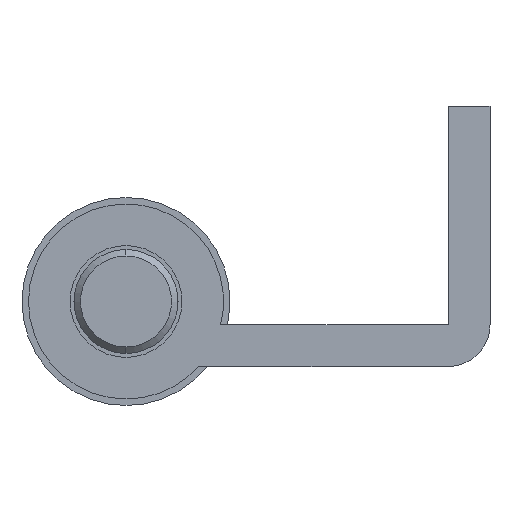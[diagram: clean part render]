
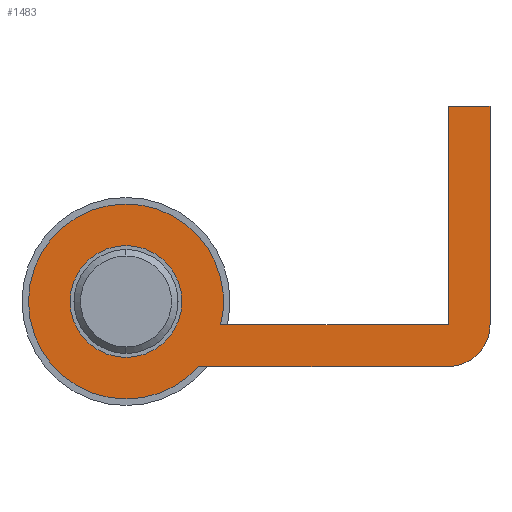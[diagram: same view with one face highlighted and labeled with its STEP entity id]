
A CAD part, front view. The second image highlights one B-rep face of the part: STEP entity #1483.
In plain terms, the highlighted planar face has unit normal (0, -1, 0).
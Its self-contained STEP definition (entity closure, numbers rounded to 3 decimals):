
#546 = CARTESIAN_POINT ( 'NONE',  ( 0., -50., 4.3 ) ) ;
#547 = CARTESIAN_POINT ( 'NONE',  ( 0., -50., -4.3 ) ) ;
#548 = DIRECTION ( 'NONE',  ( 0., 0., 1. ) ) ;
#549 = DIRECTION ( 'NONE',  ( 0., 1., 0. ) ) ;
#550 = CARTESIAN_POINT ( 'NONE',  ( 0., -50., 0. ) ) ;
#551 = AXIS2_PLACEMENT_3D ( 'NONE', #550, #549, #548 ) ;
#552 = CIRCLE ( 'NONE', #551, 4.3 ) ;
#580 = DIRECTION ( 'NONE',  ( 0., 0., 1. ) ) ;
#581 = DIRECTION ( 'NONE',  ( 0., 1., 0. ) ) ;
#582 = CARTESIAN_POINT ( 'NONE',  ( 0., -50., 0. ) ) ;
#583 = AXIS2_PLACEMENT_3D ( 'NONE', #582, #581, #580 ) ;
#584 = CIRCLE ( 'NONE', #583, 7.5 ) ;
#585 = CARTESIAN_POINT ( 'NONE',  ( 0., -50., 7.5 ) ) ;
#587 = CARTESIAN_POINT ( 'NONE',  ( 7.281, -50., -1.8 ) ) ;
#604 = DIRECTION ( 'NONE',  ( 0., 0., -1. ) ) ;
#605 = DIRECTION ( 'NONE',  ( 0., -1., 0. ) ) ;
#606 = CARTESIAN_POINT ( 'NONE',  ( 24.8, -50., -1.8 ) ) ;
#607 = AXIS2_PLACEMENT_3D ( 'NONE', #606, #605, #604 ) ;
#608 = PLANE ( 'NONE',  #607 ) ;
#609 = FACE_BOUND ( 'NONE', #1610, .T. ) ;
#614 = FACE_OUTER_BOUND ( 'NONE', #1482, .T. ) ;
#667 = DIRECTION ( 'NONE',  ( 1., 0., 0. ) ) ;
#668 = VECTOR ( 'NONE', #667, 1000. ) ;
#669 = CARTESIAN_POINT ( 'NONE',  ( 7.281, -50., -1.8 ) ) ;
#670 = LINE ( 'NONE', #669, #668 ) ;
#681 = DIRECTION ( 'NONE',  ( 0., 0., 1. ) ) ;
#682 = DIRECTION ( 'NONE',  ( 0., 1., 0. ) ) ;
#683 = CARTESIAN_POINT ( 'NONE',  ( 0., -50., 0. ) ) ;
#684 = AXIS2_PLACEMENT_3D ( 'NONE', #683, #682, #681 ) ;
#685 = CIRCLE ( 'NONE', #684, 7.5 ) ;
#686 = CARTESIAN_POINT ( 'NONE',  ( 24.8, -50., -5. ) ) ;
#687 = DIRECTION ( 'NONE',  ( -1., 0., 0. ) ) ;
#688 = VECTOR ( 'NONE', #687, 1000. ) ;
#689 = CARTESIAN_POINT ( 'NONE',  ( 5.59, -50., -5. ) ) ;
#690 = LINE ( 'NONE', #689, #688 ) ;
#691 = DIRECTION ( 'NONE',  ( 0., 0., -1. ) ) ;
#692 = DIRECTION ( 'NONE',  ( 0., 1., 0. ) ) ;
#693 = CARTESIAN_POINT ( 'NONE',  ( 24.8, -50., -1.8 ) ) ;
#694 = AXIS2_PLACEMENT_3D ( 'NONE', #693, #692, #691 ) ;
#695 = CIRCLE ( 'NONE', #694, 3.2 ) ;
#696 = CARTESIAN_POINT ( 'NONE',  ( 5.59, -50., -5. ) ) ;
#697 = CARTESIAN_POINT ( 'NONE',  ( 28., -50., -1.8 ) ) ;
#698 = DIRECTION ( 'NONE',  ( 1., 0., 0. ) ) ;
#699 = VECTOR ( 'NONE', #698, 1000. ) ;
#700 = CARTESIAN_POINT ( 'NONE',  ( 24.8, -50., 15. ) ) ;
#701 = LINE ( 'NONE', #700, #699 ) ;
#702 = CARTESIAN_POINT ( 'NONE',  ( 24.8, -50., 15. ) ) ;
#709 = DIRECTION ( 'NONE',  ( 0., 0., 1. ) ) ;
#710 = DIRECTION ( 'NONE',  ( 0., 1., 0. ) ) ;
#711 = CARTESIAN_POINT ( 'NONE',  ( 0., -50., 0. ) ) ;
#712 = AXIS2_PLACEMENT_3D ( 'NONE', #711, #710, #709 ) ;
#717 = CIRCLE ( 'NONE', #712, 7.5 ) ;
#762 = CARTESIAN_POINT ( 'NONE',  ( 0., -50., -7.5 ) ) ;
#832 = CARTESIAN_POINT ( 'NONE',  ( 0., -50., 0. ) ) ;
#872 = CARTESIAN_POINT ( 'NONE',  ( 28., -50., 15. ) ) ;
#873 = DIRECTION ( 'NONE',  ( 0., 0., 1. ) ) ;
#874 = VECTOR ( 'NONE', #873, 1000. ) ;
#875 = CARTESIAN_POINT ( 'NONE',  ( 24.8, -50., -1.8 ) ) ;
#876 = LINE ( 'NONE', #875, #874 ) ;
#877 = CARTESIAN_POINT ( 'NONE',  ( 24.8, -50., -1.8 ) ) ;
#878 = DIRECTION ( 'NONE',  ( 0., 0., -1. ) ) ;
#879 = VECTOR ( 'NONE', #878, 1000. ) ;
#880 = CARTESIAN_POINT ( 'NONE',  ( 28., -50., -1.8 ) ) ;
#881 = LINE ( 'NONE', #880, #879 ) ;
#887 = DIRECTION ( 'NONE',  ( 0., 0., 1. ) ) ;
#888 = DIRECTION ( 'NONE',  ( 0., 1., 0. ) ) ;
#889 = AXIS2_PLACEMENT_3D ( 'NONE', #832, #888, #887 ) ;
#890 = CIRCLE ( 'NONE', #889, 4.3 ) ;
#1442 = EDGE_CURVE ( 'NONE', #1443, #1445, #552, .T. ) ;
#1443 = VERTEX_POINT ( 'NONE', #547 ) ;
#1445 = VERTEX_POINT ( 'NONE', #546 ) ;
#1457 = VERTEX_POINT ( 'NONE', #587 ) ;
#1459 = VERTEX_POINT ( 'NONE', #585 ) ;
#1461 = EDGE_CURVE ( 'NONE', #1459, #1457, #584, .T. ) ;
#1482 = EDGE_LOOP ( 'NONE', ( #1511, #1618, #1490, #1488, #1484, #1523, #1518, #1515, #1616 ) ) ;
#1483 = ADVANCED_FACE ( 'NONE', ( #614, #609 ), #608, .T. ) ;
#1484 = ORIENTED_EDGE ( 'NONE', *, *, #1539, .F. ) ;
#1488 = ORIENTED_EDGE ( 'NONE', *, *, #1461, .F. ) ;
#1489 = EDGE_CURVE ( 'NONE', #1457, #1615, #670, .T. ) ;
#1490 = ORIENTED_EDGE ( 'NONE', *, *, #1489, .F. ) ;
#1510 = VERTEX_POINT ( 'NONE', #702 ) ;
#1511 = ORIENTED_EDGE ( 'NONE', *, *, #1512, .F. ) ;
#1512 = EDGE_CURVE ( 'NONE', #1510, #1619, #701, .T. ) ;
#1513 = VERTEX_POINT ( 'NONE', #697 ) ;
#1514 = VERTEX_POINT ( 'NONE', #696 ) ;
#1515 = ORIENTED_EDGE ( 'NONE', *, *, #1516, .F. ) ;
#1516 = EDGE_CURVE ( 'NONE', #1513, #1519, #695, .T. ) ;
#1517 = EDGE_CURVE ( 'NONE', #1519, #1514, #690, .T. ) ;
#1518 = ORIENTED_EDGE ( 'NONE', *, *, #1517, .F. ) ;
#1519 = VERTEX_POINT ( 'NONE', #686 ) ;
#1523 = ORIENTED_EDGE ( 'NONE', *, *, #1524, .F. ) ;
#1524 = EDGE_CURVE ( 'NONE', #1514, #1544, #685, .T. ) ;
#1539 = EDGE_CURVE ( 'NONE', #1544, #1459, #717, .T. ) ;
#1544 = VERTEX_POINT ( 'NONE', #762 ) ;
#1605 = ORIENTED_EDGE ( 'NONE', *, *, #1442, .T. ) ;
#1606 = ORIENTED_EDGE ( 'NONE', *, *, #1611, .T. ) ;
#1610 = EDGE_LOOP ( 'NONE', ( #1605, #1606 ) ) ;
#1611 = EDGE_CURVE ( 'NONE', #1445, #1443, #890, .T. ) ;
#1614 = EDGE_CURVE ( 'NONE', #1619, #1513, #881, .T. ) ;
#1615 = VERTEX_POINT ( 'NONE', #877 ) ;
#1616 = ORIENTED_EDGE ( 'NONE', *, *, #1614, .F. ) ;
#1617 = EDGE_CURVE ( 'NONE', #1615, #1510, #876, .T. ) ;
#1618 = ORIENTED_EDGE ( 'NONE', *, *, #1617, .F. ) ;
#1619 = VERTEX_POINT ( 'NONE', #872 ) ;
